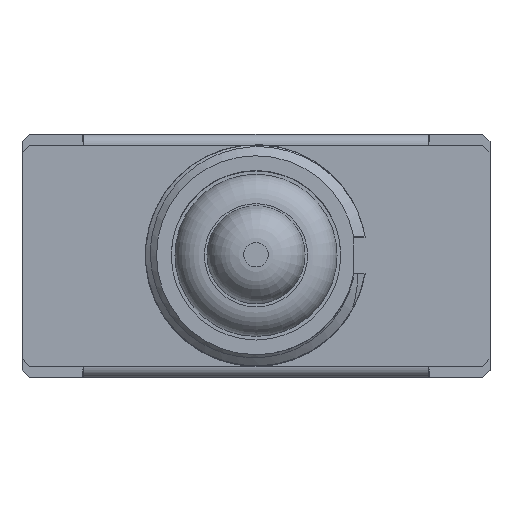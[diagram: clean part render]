
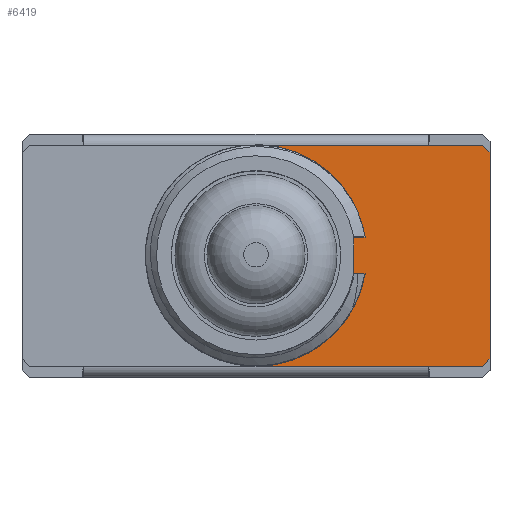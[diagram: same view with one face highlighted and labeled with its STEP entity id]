
A CAD part, top view. The second image highlights one B-rep face of the part: STEP entity #6419.
In plain terms, the highlighted planar face has unit normal (0, 0, 1).
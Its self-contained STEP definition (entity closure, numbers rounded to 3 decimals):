
#840=LINE('',#19920,#1356);
#841=LINE('',#19922,#1357);
#842=LINE('',#19924,#1358);
#843=LINE('',#19925,#1359);
#844=LINE('',#19927,#1360);
#845=LINE('',#19929,#1361);
#846=LINE('',#19931,#1362);
#847=LINE('',#19933,#1363);
#848=LINE('',#19935,#1364);
#849=LINE('',#19937,#1365);
#1356=VECTOR('',#9657,1000.);
#1357=VECTOR('',#9658,1000.);
#1358=VECTOR('',#9659,1000.);
#1359=VECTOR('',#9660,1000.);
#1360=VECTOR('',#9661,1000.);
#1361=VECTOR('',#9662,1000.);
#1362=VECTOR('',#9663,1000.);
#1363=VECTOR('',#9664,1000.);
#1364=VECTOR('',#9665,1000.);
#1365=VECTOR('',#9666,1000.);
#2341=ORIENTED_EDGE('',*,*,#3732,.T.);
#2342=ORIENTED_EDGE('',*,*,#4058,.F.);
#2343=ORIENTED_EDGE('',*,*,#4059,.T.);
#2344=ORIENTED_EDGE('',*,*,#4060,.T.);
#2345=ORIENTED_EDGE('',*,*,#3737,.T.);
#2346=ORIENTED_EDGE('',*,*,#4061,.T.);
#2347=ORIENTED_EDGE('',*,*,#4062,.F.);
#2348=ORIENTED_EDGE('',*,*,#4063,.T.);
#2349=ORIENTED_EDGE('',*,*,#4064,.F.);
#2350=ORIENTED_EDGE('',*,*,#4065,.T.);
#2351=ORIENTED_EDGE('',*,*,#4066,.F.);
#2352=ORIENTED_EDGE('',*,*,#4067,.F.);
#3732=EDGE_CURVE('',#4648,#4647,#5152,.T.);
#3737=EDGE_CURVE('',#4652,#4653,#5154,.T.);
#4058=EDGE_CURVE('',#4911,#4647,#840,.T.);
#4059=EDGE_CURVE('',#4911,#4912,#841,.T.);
#4060=EDGE_CURVE('',#4912,#4652,#842,.T.);
#4061=EDGE_CURVE('',#4653,#4913,#843,.T.);
#4062=EDGE_CURVE('',#4914,#4913,#844,.T.);
#4063=EDGE_CURVE('',#4914,#4915,#845,.F.);
#4064=EDGE_CURVE('',#4916,#4915,#846,.T.);
#4065=EDGE_CURVE('',#4916,#4917,#847,.F.);
#4066=EDGE_CURVE('',#4918,#4917,#848,.T.);
#4067=EDGE_CURVE('',#4648,#4918,#849,.T.);
#4647=VERTEX_POINT('',#15097);
#4648=VERTEX_POINT('',#15099);
#4652=VERTEX_POINT('',#15301);
#4653=VERTEX_POINT('',#15302);
#4911=VERTEX_POINT('',#19921);
#4912=VERTEX_POINT('',#19923);
#4913=VERTEX_POINT('',#19926);
#4914=VERTEX_POINT('',#19928);
#4915=VERTEX_POINT('',#19930);
#4916=VERTEX_POINT('',#19932);
#4917=VERTEX_POINT('',#19934);
#4918=VERTEX_POINT('',#19936);
#5152=CIRCLE('',#8793,3.);
#5154=CIRCLE('',#8796,3.);
#5337=EDGE_LOOP('',(#2341,#2342,#2343,#2344,#2345,#2346,#2347,#2348,#2349,
#2350,#2351,#2352));
#5759=FACE_BOUND('',#5337,.T.);
#6111=PLANE('',#8845);
#6419=ADVANCED_FACE('',(#5759),#6111,.F.);
#8793=AXIS2_PLACEMENT_3D('',#15098,#9445,#9446);
#8796=AXIS2_PLACEMENT_3D('',#15300,#9453,#9454);
#8845=AXIS2_PLACEMENT_3D('',#19919,#9655,#9656);
#9445=DIRECTION('',(0.,0.,-1.));
#9446=DIRECTION('',(1.,0.,0.));
#9453=DIRECTION('',(0.,0.,-1.));
#9454=DIRECTION('',(1.,0.,0.));
#9655=DIRECTION('',(0.,0.,-1.));
#9656=DIRECTION('',(-1.,0.,0.));
#9657=DIRECTION('',(1.,0.,0.));
#9658=DIRECTION('',(0.,-1.,0.));
#9659=DIRECTION('',(1.,0.,0.));
#9660=DIRECTION('',(1.,0.,0.));
#9661=DIRECTION('',(-1.,0.,0.));
#9662=DIRECTION('',(-0.707,-0.707,0.));
#9663=DIRECTION('',(0.,-1.,0.));
#9664=DIRECTION('',(0.707,-0.707,0.));
#9665=DIRECTION('',(1.,0.,0.));
#9666=DIRECTION('',(1.,0.,0.));
#15097=CARTESIAN_POINT('',(2.958,0.5,0.2));
#15098=CARTESIAN_POINT('',(0.,0.,0.2));
#15099=CARTESIAN_POINT('',(0.,3.,0.2));
#15300=CARTESIAN_POINT('',(0.,0.,0.2));
#15301=CARTESIAN_POINT('',(2.958,-0.5,0.2));
#15302=CARTESIAN_POINT('',(0.,-3.,0.2));
#19919=CARTESIAN_POINT('',(0.,0.,0.2));
#19920=CARTESIAN_POINT('',(2.65,0.5,0.2));
#19921=CARTESIAN_POINT('',(2.65,0.5,0.2));
#19922=CARTESIAN_POINT('',(2.65,0.5,0.2));
#19923=CARTESIAN_POINT('',(2.65,-0.5,0.2));
#19924=CARTESIAN_POINT('',(2.65,-0.5,0.2));
#19925=CARTESIAN_POINT('',(-4.675,-3.,0.2));
#19926=CARTESIAN_POINT('',(4.675,-3.,0.2));
#19927=CARTESIAN_POINT('',(6.35,-3.,0.2));
#19928=CARTESIAN_POINT('',(6.15,-3.,0.2));
#19929=CARTESIAN_POINT('',(6.35,-2.8,0.2));
#19930=CARTESIAN_POINT('',(6.35,-2.8,0.2));
#19931=CARTESIAN_POINT('',(6.35,3.,0.2));
#19932=CARTESIAN_POINT('',(6.35,2.8,0.2));
#19933=CARTESIAN_POINT('',(6.15,3.,0.2));
#19934=CARTESIAN_POINT('',(6.15,3.,0.2));
#19935=CARTESIAN_POINT('',(-6.35,3.,0.2));
#19936=CARTESIAN_POINT('',(4.675,3.,0.2));
#19937=CARTESIAN_POINT('',(-6.35,3.,0.2));
